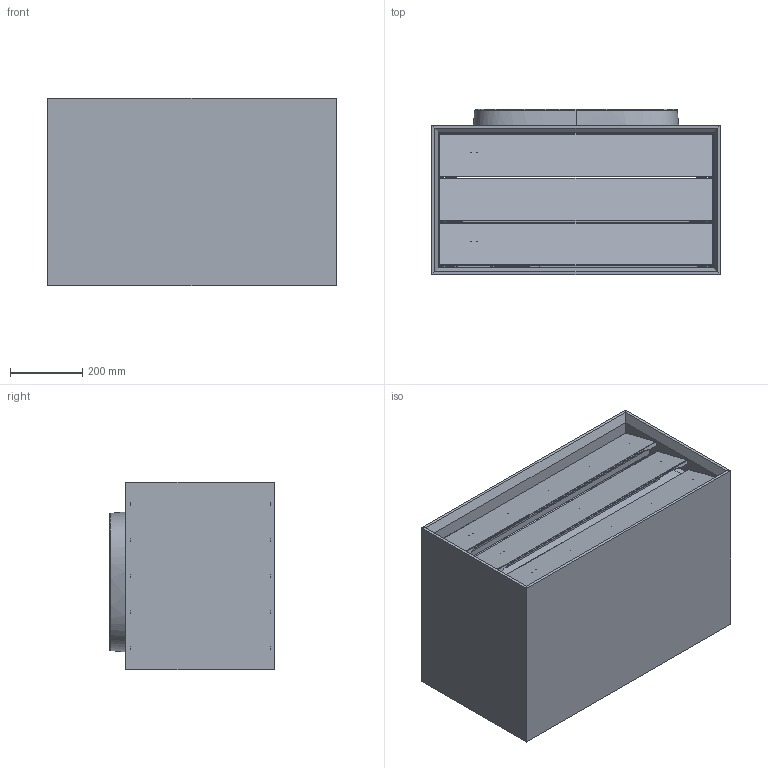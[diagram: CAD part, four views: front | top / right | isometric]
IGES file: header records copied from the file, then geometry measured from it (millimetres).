
Start section: SolidWorks IGES file using analytic representation for surfaces
Global section: file name: 62286+62287+62288_Frame_80_cm_lv_dl_1cek_5696_lvb.IGS; native system: SolidWorks 2018; preprocessor: SolidWorks 2018; author: nergis.ozcan; date: 190529.153947; units: millimetre
Bounding box: 800 x 457.53 x 521 mm (x, y, z)
Surface area: 5867487.1 mm2 (no closed solid volume)
Topology: 0 solids, 0 shells, 2120 faces, 50142 edges, 61266 vertices
Faces by surface type: bspline 1295, revolution 825
